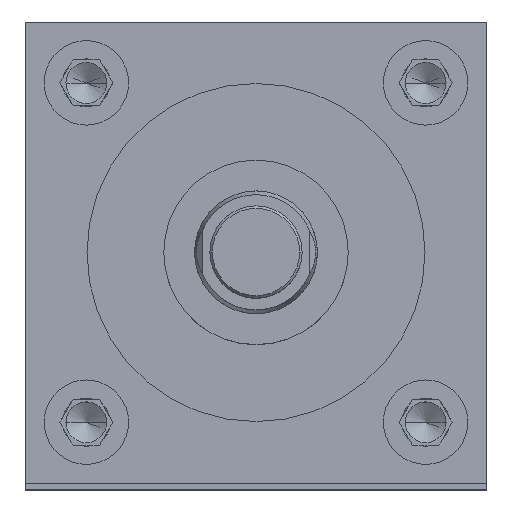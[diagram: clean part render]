
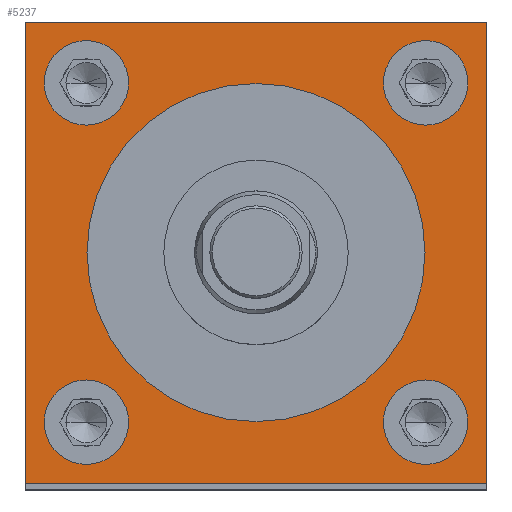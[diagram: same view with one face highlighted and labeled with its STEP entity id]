
A CAD part, top view. The second image highlights one B-rep face of the part: STEP entity #5237.
In plain terms, the highlighted planar face has unit normal (0, 0, 1).
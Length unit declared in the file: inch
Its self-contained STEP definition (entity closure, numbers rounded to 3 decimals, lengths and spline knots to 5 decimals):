
#7 = VERTEX_POINT ( 'NONE', #1473 ) ;
#21 = CIRCLE ( 'NONE', #5146, 1.375 ) ;
#180 = EDGE_CURVE ( 'NONE', #1099, #3655, #3595, .T. ) ;
#190 = FACE_OUTER_BOUND ( 'NONE', #2944, .T. ) ;
#193 = ORIENTED_EDGE ( 'NONE', *, *, #3895, .F. ) ;
#196 = ORIENTED_EDGE ( 'NONE', *, *, #980, .T. ) ;
#240 = DIRECTION ( 'NONE',  ( 1., 0., 0. ) ) ;
#259 = CARTESIAN_POINT ( 'NONE',  ( -1.875, 1.875, 32.25 ) ) ;
#284 = DIRECTION ( 'NONE',  ( 0., 0., 1. ) ) ;
#453 = LINE ( 'NONE', #3364, #5599 ) ;
#539 = DIRECTION ( 'NONE',  ( -1., 0., 0. ) ) ;
#586 = ORIENTED_EDGE ( 'NONE', *, *, #2870, .F. ) ;
#593 = DIRECTION ( 'NONE',  ( 0., 0., 1. ) ) ;
#656 = EDGE_CURVE ( 'NONE', #6178, #1445, #1053, .T. ) ;
#813 = CIRCLE ( 'NONE', #4417, 0.3435 ) ;
#857 = DIRECTION ( 'NONE',  ( 1., 0., 0. ) ) ;
#867 = EDGE_CURVE ( 'NONE', #5410, #5866, #453, .T. ) ;
#882 = AXIS2_PLACEMENT_3D ( 'NONE', #4965, #2688, #3976 ) ;
#980 = EDGE_CURVE ( 'NONE', #5866, #1750, #3022, .T. ) ;
#1040 = AXIS2_PLACEMENT_3D ( 'NONE', #5059, #2065, #2595 ) ;
#1053 = CIRCLE ( 'NONE', #5369, 0.3435 ) ;
#1085 = ORIENTED_EDGE ( 'NONE', *, *, #4388, .F. ) ;
#1099 = VERTEX_POINT ( 'NONE', #6138 ) ;
#1193 = DIRECTION ( 'NONE',  ( 0., 0., 1. ) ) ;
#1218 = CARTESIAN_POINT ( 'NONE',  ( -1.875, -1.875, 32.25 ) ) ;
#1233 = CIRCLE ( 'NONE', #5734, 0.3435 ) ;
#1238 = CIRCLE ( 'NONE', #1648, 0.3435 ) ;
#1445 = VERTEX_POINT ( 'NONE', #1548 ) ;
#1473 = CARTESIAN_POINT ( 'NONE',  ( 1.0365, 1.38, 32.25 ) ) ;
#1548 = CARTESIAN_POINT ( 'NONE',  ( 1.7235, -1.38, 32.25 ) ) ;
#1605 = DIRECTION ( 'NONE',  ( 0., 0., -1. ) ) ;
#1611 = CARTESIAN_POINT ( 'NONE',  ( 1.38, -1.38, 32.25 ) ) ;
#1628 = CARTESIAN_POINT ( 'NONE',  ( -1.0365, -1.38, 32.25 ) ) ;
#1648 = AXIS2_PLACEMENT_3D ( 'NONE', #1659, #1193, #3994 ) ;
#1659 = CARTESIAN_POINT ( 'NONE',  ( 1.38, 1.38, 32.25 ) ) ;
#1750 = VERTEX_POINT ( 'NONE', #2352 ) ;
#1759 = DIRECTION ( 'NONE',  ( 1., 0., 0. ) ) ;
#1934 = CIRCLE ( 'NONE', #1040, 0.3435 ) ;
#1966 = CARTESIAN_POINT ( 'NONE',  ( -1.875, 1.875, 32.25 ) ) ;
#2028 = CIRCLE ( 'NONE', #6147, 0.3435 ) ;
#2065 = DIRECTION ( 'NONE',  ( 0., 0., 1. ) ) ;
#2097 = LINE ( 'NONE', #3104, #4312 ) ;
#2104 = EDGE_LOOP ( 'NONE', ( #3473, #4863 ) ) ;
#2197 = DIRECTION ( 'NONE',  ( 1., 0., 0. ) ) ;
#2312 = VECTOR ( 'NONE', #539, 39.37008 ) ;
#2333 = CARTESIAN_POINT ( 'NONE',  ( -1.7235, -1.38, 32.25 ) ) ;
#2352 = CARTESIAN_POINT ( 'NONE',  ( 1.875, -1.875, 32.25 ) ) ;
#2372 = CARTESIAN_POINT ( 'NONE',  ( 0., 0., 32.25 ) ) ;
#2480 = CARTESIAN_POINT ( 'NONE',  ( -1.0365, 1.38, 32.25 ) ) ;
#2498 = DIRECTION ( 'NONE',  ( 1., 0., 0. ) ) ;
#2570 = FACE_BOUND ( 'NONE', #3477, .T. ) ;
#2577 = ORIENTED_EDGE ( 'NONE', *, *, #4686, .T. ) ;
#2595 = DIRECTION ( 'NONE',  ( 1., 0., 0. ) ) ;
#2621 = ORIENTED_EDGE ( 'NONE', *, *, #3399, .F. ) ;
#2688 = DIRECTION ( 'NONE',  ( 0., 0., 1. ) ) ;
#2689 = CARTESIAN_POINT ( 'NONE',  ( -1.875, -1.875, 32.25 ) ) ;
#2720 = AXIS2_PLACEMENT_3D ( 'NONE', #2801, #3684, #2774 ) ;
#2774 = DIRECTION ( 'NONE',  ( 1., 0., 0. ) ) ;
#2801 = CARTESIAN_POINT ( 'NONE',  ( 1.38, -1.38, 32.25 ) ) ;
#2854 = CARTESIAN_POINT ( 'NONE',  ( 1.875, 1.875, 32.25 ) ) ;
#2870 = EDGE_CURVE ( 'NONE', #6146, #4147, #1934, .T. ) ;
#2878 = VERTEX_POINT ( 'NONE', #4513 ) ;
#2905 = AXIS2_PLACEMENT_3D ( 'NONE', #259, #1605, #5948 ) ;
#2944 = EDGE_LOOP ( 'NONE', ( #4918, #196, #5411, #2577 ) ) ;
#2946 = ORIENTED_EDGE ( 'NONE', *, *, #5745, .F. ) ;
#2998 = DIRECTION ( 'NONE',  ( 1., 0., 0. ) ) ;
#3022 = LINE ( 'NONE', #1218, #4264 ) ;
#3104 = CARTESIAN_POINT ( 'NONE',  ( 1.875, -1.875, 32.25 ) ) ;
#3207 = VERTEX_POINT ( 'NONE', #4399 ) ;
#3328 = AXIS2_PLACEMENT_3D ( 'NONE', #6050, #4197, #2197 ) ;
#3364 = CARTESIAN_POINT ( 'NONE',  ( -1.875, -1.875, 32.25 ) ) ;
#3387 = EDGE_LOOP ( 'NONE', ( #586, #4571 ) ) ;
#3399 = EDGE_CURVE ( 'NONE', #4606, #2878, #2028, .T. ) ;
#3473 = ORIENTED_EDGE ( 'NONE', *, *, #6210, .F. ) ;
#3477 = EDGE_LOOP ( 'NONE', ( #2946, #1085 ) ) ;
#3519 = DIRECTION ( 'NONE',  ( 1., 0., 0. ) ) ;
#3595 = CIRCLE ( 'NONE', #882, 1.375 ) ;
#3625 = CARTESIAN_POINT ( 'NONE',  ( -1.38, 1.38, 32.25 ) ) ;
#3655 = VERTEX_POINT ( 'NONE', #5950 ) ;
#3684 = DIRECTION ( 'NONE',  ( 0., 0., 1. ) ) ;
#3708 = EDGE_CURVE ( 'NONE', #4147, #6146, #4950, .T. ) ;
#3889 = LINE ( 'NONE', #5360, #2312 ) ;
#3895 = EDGE_CURVE ( 'NONE', #3655, #1099, #21, .T. ) ;
#3946 = FACE_BOUND ( 'NONE', #2104, .T. ) ;
#3976 = DIRECTION ( 'NONE',  ( 1., 0., 0. ) ) ;
#3985 = DIRECTION ( 'NONE',  ( 0., 0., 1. ) ) ;
#3994 = DIRECTION ( 'NONE',  ( 1., 0., 0. ) ) ;
#4080 = ORIENTED_EDGE ( 'NONE', *, *, #5917, .F. ) ;
#4147 = VERTEX_POINT ( 'NONE', #2333 ) ;
#4197 = DIRECTION ( 'NONE',  ( 0., 0., 1. ) ) ;
#4259 = EDGE_LOOP ( 'NONE', ( #4809, #193 ) ) ;
#4264 = VECTOR ( 'NONE', #240, 39.37008 ) ;
#4312 = VECTOR ( 'NONE', #5062, 39.37008 ) ;
#4365 = EDGE_LOOP ( 'NONE', ( #2621, #4080 ) ) ;
#4366 = DIRECTION ( 'NONE',  ( 0., -1., 0. ) ) ;
#4388 = EDGE_CURVE ( 'NONE', #7, #3207, #1238, .T. ) ;
#4399 = CARTESIAN_POINT ( 'NONE',  ( 1.7235, 1.38, 32.25 ) ) ;
#4417 = AXIS2_PLACEMENT_3D ( 'NONE', #5851, #593, #2498 ) ;
#4489 = PLANE ( 'NONE',  #2905 ) ;
#4513 = CARTESIAN_POINT ( 'NONE',  ( -1.7235, 1.38, 32.25 ) ) ;
#4553 = FACE_BOUND ( 'NONE', #4365, .T. ) ;
#4571 = ORIENTED_EDGE ( 'NONE', *, *, #3708, .F. ) ;
#4606 = VERTEX_POINT ( 'NONE', #2480 ) ;
#4622 = VERTEX_POINT ( 'NONE', #2854 ) ;
#4686 = EDGE_CURVE ( 'NONE', #4622, #5410, #3889, .T. ) ;
#4809 = ORIENTED_EDGE ( 'NONE', *, *, #180, .F. ) ;
#4834 = CIRCLE ( 'NONE', #2720, 0.3435 ) ;
#4863 = ORIENTED_EDGE ( 'NONE', *, *, #656, .F. ) ;
#4918 = ORIENTED_EDGE ( 'NONE', *, *, #867, .T. ) ;
#4950 = CIRCLE ( 'NONE', #3328, 0.3435 ) ;
#4965 = CARTESIAN_POINT ( 'NONE',  ( 0., 0., 32.25 ) ) ;
#5059 = CARTESIAN_POINT ( 'NONE',  ( -1.38, -1.38, 32.25 ) ) ;
#5062 = DIRECTION ( 'NONE',  ( 0., 1., 0. ) ) ;
#5146 = AXIS2_PLACEMENT_3D ( 'NONE', #2372, #5908, #2998 ) ;
#5167 = DIRECTION ( 'NONE',  ( 0., 0., 1. ) ) ;
#5237 = ADVANCED_FACE ( 'NONE', ( #3946, #2570, #5887, #4553, #6013, #190 ), #4489, .F. ) ;
#5360 = CARTESIAN_POINT ( 'NONE',  ( -1.875, 1.875, 32.25 ) ) ;
#5369 = AXIS2_PLACEMENT_3D ( 'NONE', #1611, #3985, #3519 ) ;
#5410 = VERTEX_POINT ( 'NONE', #1966 ) ;
#5411 = ORIENTED_EDGE ( 'NONE', *, *, #5779, .T. ) ;
#5599 = VECTOR ( 'NONE', #4366, 39.37008 ) ;
#5734 = AXIS2_PLACEMENT_3D ( 'NONE', #6074, #284, #1759 ) ;
#5745 = EDGE_CURVE ( 'NONE', #3207, #7, #813, .T. ) ;
#5779 = EDGE_CURVE ( 'NONE', #1750, #4622, #2097, .T. ) ;
#5851 = CARTESIAN_POINT ( 'NONE',  ( 1.38, 1.38, 32.25 ) ) ;
#5866 = VERTEX_POINT ( 'NONE', #2689 ) ;
#5887 = FACE_BOUND ( 'NONE', #3387, .T. ) ;
#5908 = DIRECTION ( 'NONE',  ( 0., 0., 1. ) ) ;
#5917 = EDGE_CURVE ( 'NONE', #2878, #4606, #1233, .T. ) ;
#5948 = DIRECTION ( 'NONE',  ( -1., 0., 0. ) ) ;
#5950 = CARTESIAN_POINT ( 'NONE',  ( -1.375, 0., 32.25 ) ) ;
#6008 = CARTESIAN_POINT ( 'NONE',  ( 1.0365, -1.38, 32.25 ) ) ;
#6013 = FACE_BOUND ( 'NONE', #4259, .T. ) ;
#6050 = CARTESIAN_POINT ( 'NONE',  ( -1.38, -1.38, 32.25 ) ) ;
#6074 = CARTESIAN_POINT ( 'NONE',  ( -1.38, 1.38, 32.25 ) ) ;
#6138 = CARTESIAN_POINT ( 'NONE',  ( 1.375, 0., 32.25 ) ) ;
#6146 = VERTEX_POINT ( 'NONE', #1628 ) ;
#6147 = AXIS2_PLACEMENT_3D ( 'NONE', #3625, #5167, #857 ) ;
#6178 = VERTEX_POINT ( 'NONE', #6008 ) ;
#6210 = EDGE_CURVE ( 'NONE', #1445, #6178, #4834, .T. ) ;
